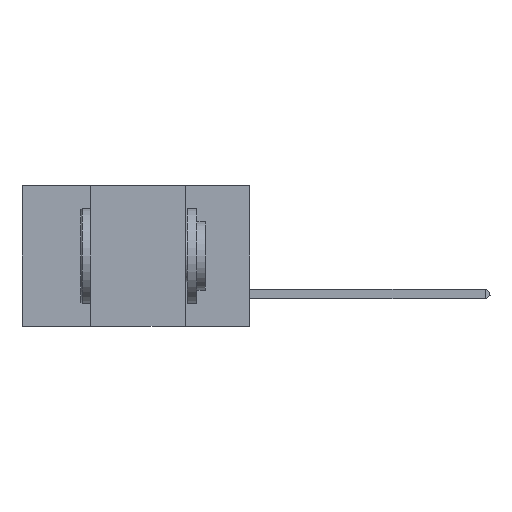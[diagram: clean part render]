
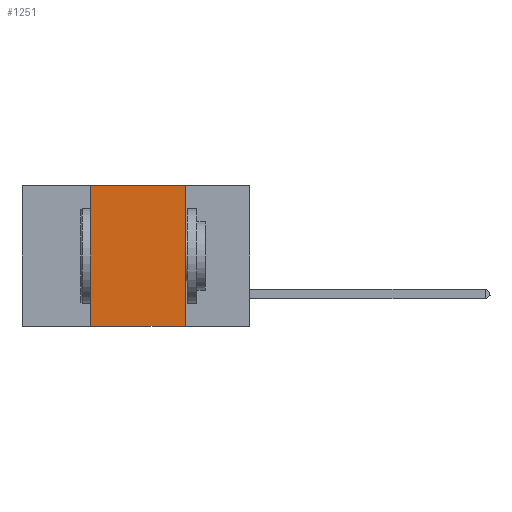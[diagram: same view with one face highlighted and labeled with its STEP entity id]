
A CAD part, left-side view. The second image highlights one B-rep face of the part: STEP entity #1251.
In plain terms, the highlighted planar face has unit normal (-1, 0, 0).
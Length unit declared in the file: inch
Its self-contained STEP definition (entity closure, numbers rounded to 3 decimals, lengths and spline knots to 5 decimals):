
#45 = FACE_OUTER_BOUND ( 'NONE', #10332, .T. ) ;
#211 = ORIENTED_EDGE ( 'NONE', *, *, #5086, .F. ) ;
#271 = VECTOR ( 'NONE', #1886, 39.37008 ) ;
#354 = DIRECTION ( 'NONE',  ( 0., 0., -1. ) ) ;
#617 = LINE ( 'NONE', #5289, #6831 ) ;
#982 = ORIENTED_EDGE ( 'NONE', *, *, #4355, .F. ) ;
#1251 = ADVANCED_FACE ( 'NONE', ( #45 ), #2411, .F. ) ;
#1886 = DIRECTION ( 'NONE',  ( 0., 0., 1. ) ) ;
#1917 = CARTESIAN_POINT ( 'NONE',  ( 0., 0.42, 0. ) ) ;
#2176 = VECTOR ( 'NONE', #8843, 39.37008 ) ;
#2411 = PLANE ( 'NONE',  #6308 ) ;
#3825 = CARTESIAN_POINT ( 'NONE',  ( 0., 0.42, -0.37 ) ) ;
#4355 = EDGE_CURVE ( 'NONE', #8867, #7177, #617, .T. ) ;
#4472 = CARTESIAN_POINT ( 'NONE',  ( 0., 0.17, -0.37 ) ) ;
#4910 = CARTESIAN_POINT ( 'NONE',  ( 0., 0.42, 0. ) ) ;
#4995 = DIRECTION ( 'NONE',  ( 1., 0., 0. ) ) ;
#5064 = CARTESIAN_POINT ( 'NONE',  ( 0., 0.17, 0. ) ) ;
#5086 = EDGE_CURVE ( 'NONE', #7177, #7883, #7075, .T. ) ;
#5157 = LINE ( 'NONE', #9723, #2176 ) ;
#5289 = CARTESIAN_POINT ( 'NONE',  ( 0., 0.6, 0. ) ) ;
#6308 = AXIS2_PLACEMENT_3D ( 'NONE', #7417, #4995, #10030 ) ;
#6473 = VERTEX_POINT ( 'NONE', #3825 ) ;
#6831 = VECTOR ( 'NONE', #8618, 39.37008 ) ;
#6835 = ORIENTED_EDGE ( 'NONE', *, *, #10471, .T. ) ;
#7075 = LINE ( 'NONE', #5064, #10780 ) ;
#7146 = LINE ( 'NONE', #1917, #271 ) ;
#7177 = VERTEX_POINT ( 'NONE', #9793 ) ;
#7417 = CARTESIAN_POINT ( 'NONE',  ( 0., 0.6, 0. ) ) ;
#7685 = ORIENTED_EDGE ( 'NONE', *, *, #9494, .F. ) ;
#7883 = VERTEX_POINT ( 'NONE', #4472 ) ;
#8618 = DIRECTION ( 'NONE',  ( 0., -1., 0. ) ) ;
#8843 = DIRECTION ( 'NONE',  ( 0., -1., 0. ) ) ;
#8867 = VERTEX_POINT ( 'NONE', #4910 ) ;
#9494 = EDGE_CURVE ( 'NONE', #6473, #8867, #7146, .T. ) ;
#9723 = CARTESIAN_POINT ( 'NONE',  ( 0., 0.6, -0.37 ) ) ;
#9793 = CARTESIAN_POINT ( 'NONE',  ( 0., 0.17, 0. ) ) ;
#10030 = DIRECTION ( 'NONE',  ( 0., 0., -1. ) ) ;
#10332 = EDGE_LOOP ( 'NONE', ( #211, #982, #7685, #6835 ) ) ;
#10471 = EDGE_CURVE ( 'NONE', #6473, #7883, #5157, .T. ) ;
#10780 = VECTOR ( 'NONE', #354, 39.37008 ) ;
